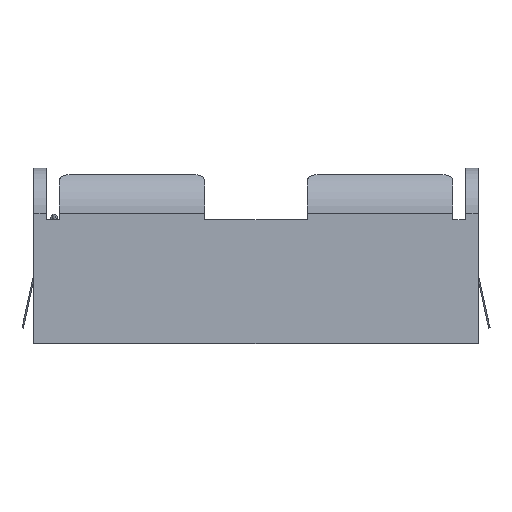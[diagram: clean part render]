
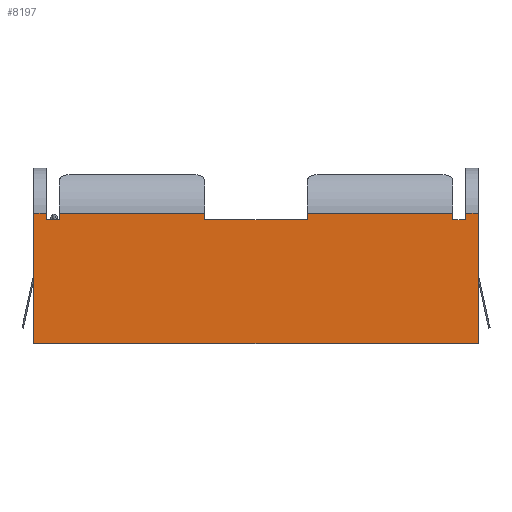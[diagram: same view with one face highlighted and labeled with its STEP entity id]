
A CAD part, top view. The second image highlights one B-rep face of the part: STEP entity #8197.
In plain terms, the highlighted planar face has unit normal (0, 0, 1).
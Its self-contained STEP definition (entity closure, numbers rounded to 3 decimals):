
#10 = CARTESIAN_POINT ( 'NONE',  ( -32.55, 20.2, 18. ) ) ;
#91 = DIRECTION ( 'NONE',  ( 0., 1., 0. ) ) ;
#204 = CARTESIAN_POINT ( 'NONE',  ( -32.55, 19.2, 18. ) ) ;
#206 = VECTOR ( 'NONE', #4980, 1000. ) ;
#237 = LINE ( 'NONE', #2170, #5600 ) ;
#286 = CARTESIAN_POINT ( 'NONE',  ( -30.55, 19.2, 18. ) ) ;
#495 = VERTEX_POINT ( 'NONE', #3479 ) ;
#529 = CARTESIAN_POINT ( 'NONE',  ( -30.55, 20.2, 18. ) ) ;
#621 = VECTOR ( 'NONE', #6521, 1000. ) ;
#719 = LINE ( 'NONE', #2239, #6704 ) ;
#773 = DIRECTION ( 'NONE',  ( 0., -1., 0. ) ) ;
#1280 = VECTOR ( 'NONE', #773, 1000. ) ;
#1451 = VERTEX_POINT ( 'NONE', #2660 ) ;
#1457 = VERTEX_POINT ( 'NONE', #10 ) ;
#1479 = LINE ( 'NONE', #3766, #621 ) ;
#1482 = EDGE_CURVE ( 'NONE', #1546, #8227, #2360, .T. ) ;
#1516 = CARTESIAN_POINT ( 'NONE',  ( -34.55, 0., 18. ) ) ;
#1546 = VERTEX_POINT ( 'NONE', #5374 ) ;
#1560 = DIRECTION ( 'NONE',  ( 1., 0., 0. ) ) ;
#1563 = DIRECTION ( 'NONE',  ( -1., 0., 0. ) ) ;
#1655 = EDGE_CURVE ( 'NONE', #6444, #495, #1826, .T. ) ;
#1706 = VECTOR ( 'NONE', #2982, 1000. ) ;
#1766 = LINE ( 'NONE', #5852, #4793 ) ;
#1826 = LINE ( 'NONE', #1516, #6770 ) ;
#1828 = PLANE ( 'NONE',  #3447 ) ;
#1886 = DIRECTION ( 'NONE',  ( 0., 1., 0. ) ) ;
#2030 = VERTEX_POINT ( 'NONE', #5892 ) ;
#2077 = CARTESIAN_POINT ( 'NONE',  ( 32.55, 20.2, 18. ) ) ;
#2170 = CARTESIAN_POINT ( 'NONE',  ( -30.55, 19.2, 18. ) ) ;
#2208 = CARTESIAN_POINT ( 'NONE',  ( 30.55, 20.2, 18. ) ) ;
#2239 = CARTESIAN_POINT ( 'NONE',  ( 30.55, 19.2, 18. ) ) ;
#2325 = CARTESIAN_POINT ( 'NONE',  ( 30.55, 26.2, 18. ) ) ;
#2360 = LINE ( 'NONE', #3153, #4229 ) ;
#2520 = CARTESIAN_POINT ( 'NONE',  ( 34.55, 20.2, 18. ) ) ;
#2547 = EDGE_CURVE ( 'NONE', #5968, #8227, #237, .T. ) ;
#2601 = DIRECTION ( 'NONE',  ( 0., 0., -1. ) ) ;
#2610 = DIRECTION ( 'NONE',  ( -1., 0., 0. ) ) ;
#2660 = CARTESIAN_POINT ( 'NONE',  ( 30.55, 19.2, 18. ) ) ;
#2839 = LINE ( 'NONE', #8090, #5461 ) ;
#2859 = EDGE_CURVE ( 'NONE', #1546, #6154, #5698, .T. ) ;
#2869 = LINE ( 'NONE', #3738, #1706 ) ;
#2982 = DIRECTION ( 'NONE',  ( 0., -1., 0. ) ) ;
#3093 = EDGE_CURVE ( 'NONE', #1457, #6444, #6115, .T. ) ;
#3153 = CARTESIAN_POINT ( 'NONE',  ( 34.55, 20.2, 18. ) ) ;
#3169 = CARTESIAN_POINT ( 'NONE',  ( 34.55, 0., 18. ) ) ;
#3192 = ORIENTED_EDGE ( 'NONE', *, *, #8645, .F. ) ;
#3323 = ORIENTED_EDGE ( 'NONE', *, *, #1482, .T. ) ;
#3329 = VECTOR ( 'NONE', #1560, 1000. ) ;
#3410 = ORIENTED_EDGE ( 'NONE', *, *, #3631, .F. ) ;
#3439 = ORIENTED_EDGE ( 'NONE', *, *, #3827, .F. ) ;
#3447 = AXIS2_PLACEMENT_3D ( 'NONE', #3169, #2601, #1886 ) ;
#3479 = CARTESIAN_POINT ( 'NONE',  ( -34.55, 0., 18. ) ) ;
#3617 = LINE ( 'NONE', #5484, #8654 ) ;
#3631 = EDGE_CURVE ( 'NONE', #6174, #5968, #8611, .T. ) ;
#3694 = CARTESIAN_POINT ( 'NONE',  ( -32.55, 19.2, 18. ) ) ;
#3714 = EDGE_CURVE ( 'NONE', #1457, #6174, #2869, .T. ) ;
#3738 = CARTESIAN_POINT ( 'NONE',  ( -32.55, 27.2, 18. ) ) ;
#3766 = CARTESIAN_POINT ( 'NONE',  ( 34.55, 20.2, 18. ) ) ;
#3769 = VECTOR ( 'NONE', #91, 1000. ) ;
#3827 = EDGE_CURVE ( 'NONE', #7317, #2030, #8397, .T. ) ;
#3939 = EDGE_CURVE ( 'NONE', #7337, #7686, #1479, .T. ) ;
#4052 = ORIENTED_EDGE ( 'NONE', *, *, #2859, .F. ) ;
#4069 = LINE ( 'NONE', #2520, #5230 ) ;
#4195 = EDGE_CURVE ( 'NONE', #8551, #7686, #7247, .T. ) ;
#4213 = EDGE_CURVE ( 'NONE', #7337, #8581, #2839, .T. ) ;
#4229 = VECTOR ( 'NONE', #2610, 1000. ) ;
#4360 = ORIENTED_EDGE ( 'NONE', *, *, #2547, .F. ) ;
#4532 = DIRECTION ( 'NONE',  ( -1., 0., 0. ) ) ;
#4546 = ORIENTED_EDGE ( 'NONE', *, *, #8221, .T. ) ;
#4598 = ORIENTED_EDGE ( 'NONE', *, *, #4213, .F. ) ;
#4746 = DIRECTION ( 'NONE',  ( 0., -1., 0. ) ) ;
#4793 = VECTOR ( 'NONE', #6464, 1000. ) ;
#4866 = CARTESIAN_POINT ( 'NONE',  ( 32.55, 19.2, 18. ) ) ;
#4897 = VERTEX_POINT ( 'NONE', #2208 ) ;
#4900 = EDGE_LOOP ( 'NONE', ( #7744, #7392, #3192, #7391, #4546, #3439, #7257, #4052, #3323, #4360, #3410, #5486, #5908, #7127, #5665, #4598 ) ) ;
#4980 = DIRECTION ( 'NONE',  ( 0., -1., 0. ) ) ;
#5057 = CARTESIAN_POINT ( 'NONE',  ( -8., 19.2, 18. ) ) ;
#5072 = EDGE_CURVE ( 'NONE', #4897, #1451, #7852, .T. ) ;
#5230 = VECTOR ( 'NONE', #4532, 1000. ) ;
#5374 = CARTESIAN_POINT ( 'NONE',  ( -8., 20.2, 18. ) ) ;
#5461 = VECTOR ( 'NONE', #5467, 1000. ) ;
#5467 = DIRECTION ( 'NONE',  ( 0., -1., 0. ) ) ;
#5484 = CARTESIAN_POINT ( 'NONE',  ( 34.55, 0., 18. ) ) ;
#5486 = ORIENTED_EDGE ( 'NONE', *, *, #3714, .F. ) ;
#5586 = CARTESIAN_POINT ( 'NONE',  ( 34.55, 0., 18. ) ) ;
#5600 = VECTOR ( 'NONE', #8292, 1000. ) ;
#5601 = CARTESIAN_POINT ( 'NONE',  ( 34.55, 20.2, 18. ) ) ;
#5665 = ORIENTED_EDGE ( 'NONE', *, *, #7215, .F. ) ;
#5698 = LINE ( 'NONE', #7465, #1280 ) ;
#5724 = CARTESIAN_POINT ( 'NONE',  ( 8., 19.2, 18. ) ) ;
#5852 = CARTESIAN_POINT ( 'NONE',  ( -8., 19.2, 18. ) ) ;
#5867 = FACE_OUTER_BOUND ( 'NONE', #4900, .T. ) ;
#5892 = CARTESIAN_POINT ( 'NONE',  ( 8., 20.2, 18. ) ) ;
#5896 = VECTOR ( 'NONE', #1563, 1000. ) ;
#5908 = ORIENTED_EDGE ( 'NONE', *, *, #3093, .T. ) ;
#5968 = VERTEX_POINT ( 'NONE', #286 ) ;
#6078 = EDGE_CURVE ( 'NONE', #6154, #7317, #1766, .T. ) ;
#6089 = CARTESIAN_POINT ( 'NONE',  ( 32.55, 27.2, 18. ) ) ;
#6115 = LINE ( 'NONE', #5601, #5896 ) ;
#6154 = VERTEX_POINT ( 'NONE', #5057 ) ;
#6171 = DIRECTION ( 'NONE',  ( -1., 0., 0. ) ) ;
#6174 = VERTEX_POINT ( 'NONE', #3694 ) ;
#6444 = VERTEX_POINT ( 'NONE', #7349 ) ;
#6464 = DIRECTION ( 'NONE',  ( 1., 0., 0. ) ) ;
#6521 = DIRECTION ( 'NONE',  ( -1., 0., 0. ) ) ;
#6612 = VECTOR ( 'NONE', #7806, 1000. ) ;
#6704 = VECTOR ( 'NONE', #6948, 1000. ) ;
#6770 = VECTOR ( 'NONE', #4746, 1000. ) ;
#6948 = DIRECTION ( 'NONE',  ( 1., 0., 0. ) ) ;
#7127 = ORIENTED_EDGE ( 'NONE', *, *, #1655, .T. ) ;
#7215 = EDGE_CURVE ( 'NONE', #8581, #495, #3617, .T. ) ;
#7247 = LINE ( 'NONE', #6089, #3769 ) ;
#7257 = ORIENTED_EDGE ( 'NONE', *, *, #6078, .F. ) ;
#7317 = VERTEX_POINT ( 'NONE', #5724 ) ;
#7337 = VERTEX_POINT ( 'NONE', #8354 ) ;
#7349 = CARTESIAN_POINT ( 'NONE',  ( -34.55, 20.2, 18. ) ) ;
#7391 = ORIENTED_EDGE ( 'NONE', *, *, #5072, .F. ) ;
#7392 = ORIENTED_EDGE ( 'NONE', *, *, #4195, .F. ) ;
#7465 = CARTESIAN_POINT ( 'NONE',  ( -8., 26.2, 18. ) ) ;
#7686 = VERTEX_POINT ( 'NONE', #2077 ) ;
#7744 = ORIENTED_EDGE ( 'NONE', *, *, #3939, .T. ) ;
#7806 = DIRECTION ( 'NONE',  ( 0., 1., 0. ) ) ;
#7852 = LINE ( 'NONE', #2325, #206 ) ;
#8090 = CARTESIAN_POINT ( 'NONE',  ( 34.55, 0., 18. ) ) ;
#8197 = ADVANCED_FACE ( 'NONE', ( #5867 ), #1828, .F. ) ;
#8221 = EDGE_CURVE ( 'NONE', #4897, #2030, #4069, .T. ) ;
#8227 = VERTEX_POINT ( 'NONE', #529 ) ;
#8292 = DIRECTION ( 'NONE',  ( 0., 1., 0. ) ) ;
#8354 = CARTESIAN_POINT ( 'NONE',  ( 34.55, 20.2, 18. ) ) ;
#8397 = LINE ( 'NONE', #8514, #6612 ) ;
#8514 = CARTESIAN_POINT ( 'NONE',  ( 8., 19.2, 18. ) ) ;
#8551 = VERTEX_POINT ( 'NONE', #4866 ) ;
#8581 = VERTEX_POINT ( 'NONE', #5586 ) ;
#8611 = LINE ( 'NONE', #204, #3329 ) ;
#8645 = EDGE_CURVE ( 'NONE', #1451, #8551, #719, .T. ) ;
#8654 = VECTOR ( 'NONE', #6171, 1000. ) ;
